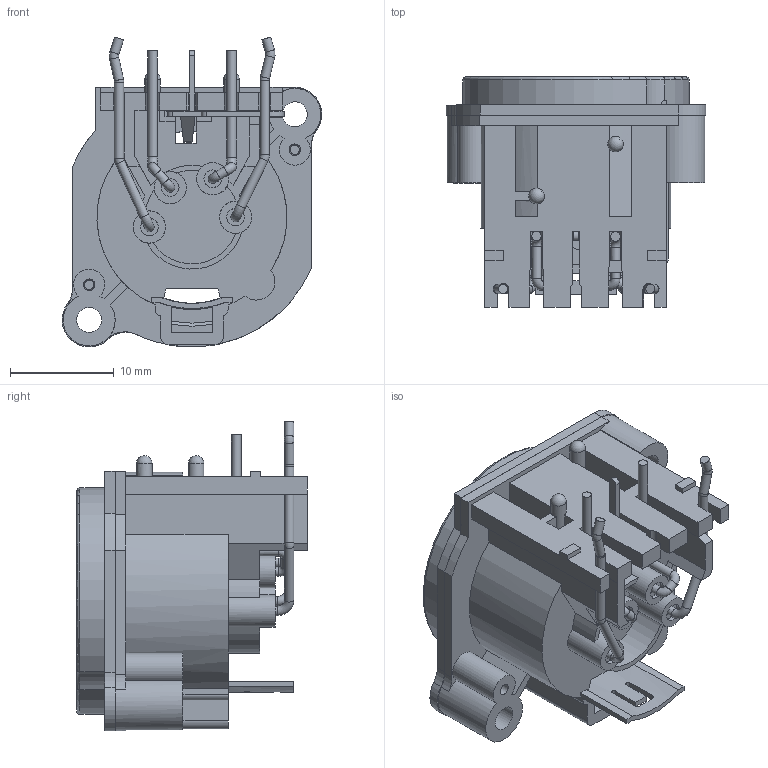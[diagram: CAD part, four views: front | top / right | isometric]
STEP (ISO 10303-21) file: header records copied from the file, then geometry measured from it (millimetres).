
FILE_DESCRIPTION(/* description */ (''),/* implementation_level */ '2;1');
FILE_NAME(/* name */ 'AC4MAH-AU-B.stp',/* time_stamp */ '2023-02-15T14:53:54+11:00',/* author */ ('minh'),/* organization */ (''),/* preprocessor_version */ 'ST-DEVELOPER v18.1',/* originating_system */ 'Autodesk Inventor 2022',/* authorisation */ '');
FILE_SCHEMA (('AUTOMOTIVE_DESIGN { 1 0 10303 214 3 1 1 }'));
Length unit declared in the file: millimetre
Products named in the file (9): AC4MAH-AU; 53480109-530; 50300375-130; 50300378-130; 53480110-530; 52590055-330; 50300377-130; 50300376-130; 52590056-330
Assembly tree (8 placements, depth 2):
  AC4MAH-AU
    53480109-530
    50300375-130
    50300378-130
    53480110-530
    52590055-330
    50300377-130
    50300376-130
    52590056-330
Bounding box: 24.99 x 22.2 x 29.83 mm (x, y, z)
Volume: 3018 mm3; surface area: 6587.5 mm2
Topology: 12 solids, 16 shells, 678 faces, 1816 edges, 1199 vertices
Faces by surface type: plane 487, cylinder 150, torus 23, cone 16, sphere 2
Full cylindrical faces by diameter (mm): 0.9 x18, 1.1 x2, 1.3 x2, 1.5 x2, 1.6 x4, 1.7 x12, 1.859 x2, 1.9 x4, 2 x2, 2.4 x1, 2.5 x4, 2.6 x4, 3 x1, 3.1 x4, 3.6 x1, 3.7 x1, 20.4 x1
Entity records: 22081 total; most frequent: CARTESIAN_POINT 4305, ORIENTED_EDGE 3628, DIRECTION 3600, EDGE_CURVE 1814, LINE 1372, VECTOR 1372, VERTEX_POINT 1199, AXIS2_PLACEMENT_3D 1114
